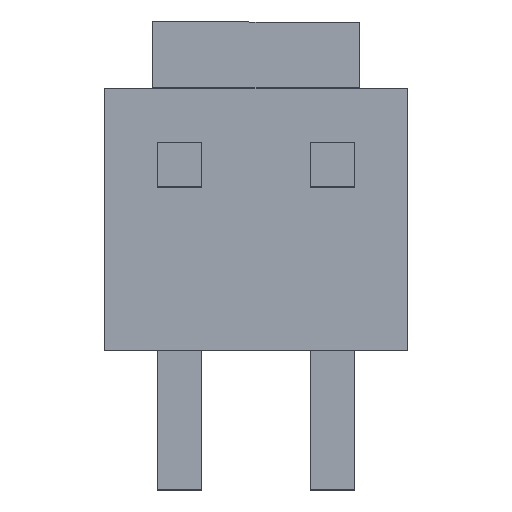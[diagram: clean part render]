
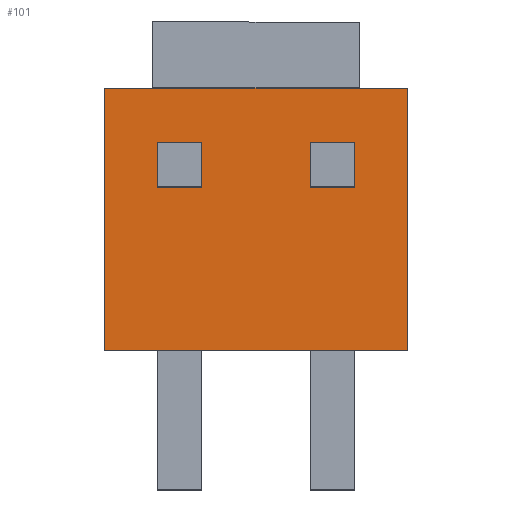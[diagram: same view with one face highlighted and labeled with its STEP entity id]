
A CAD part, top view. The second image highlights one B-rep face of the part: STEP entity #101.
In plain terms, the highlighted planar face has unit normal (0, 0, 1).
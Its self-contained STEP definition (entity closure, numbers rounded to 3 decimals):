
#26 = VERTEX_POINT ( 'NONE', #1522 ) ;
#27 = ORIENTED_EDGE ( 'NONE', *, *, #28, .F. ) ;
#28 = EDGE_CURVE ( 'NONE', #48, #26, #1520, .T. ) ;
#29 = EDGE_LOOP ( 'NONE', ( #30, #61, #103, #64 ) ) ;
#30 = ORIENTED_EDGE ( 'NONE', *, *, #92, .F. ) ;
#34 = ORIENTED_EDGE ( 'NONE', *, *, #35, .F. ) ;
#35 = EDGE_CURVE ( 'NONE', #84, #48, #1514, .T. ) ;
#48 = VERTEX_POINT ( 'NONE', #836 ) ;
#50 = EDGE_LOOP ( 'NONE', ( #34, #55, #52, #27 ) ) ;
#52 = ORIENTED_EDGE ( 'NONE', *, *, #53, .F. ) ;
#53 = EDGE_CURVE ( 'NONE', #26, #54, #852, .T. ) ;
#54 = VERTEX_POINT ( 'NONE', #855 ) ;
#55 = ORIENTED_EDGE ( 'NONE', *, *, #56, .F. ) ;
#56 = EDGE_CURVE ( 'NONE', #54, #84, #831, .T. ) ;
#61 = ORIENTED_EDGE ( 'NONE', *, *, #62, .F. ) ;
#62 = EDGE_CURVE ( 'NONE', #63, #93, #861, .T. ) ;
#63 = VERTEX_POINT ( 'NONE', #847 ) ;
#64 = ORIENTED_EDGE ( 'NONE', *, *, #65, .F. ) ;
#65 = EDGE_CURVE ( 'NONE', #94, #69, #880, .T. ) ;
#66 = EDGE_LOOP ( 'NONE', ( #111, #112, #157, #150, #147, #146 ) ) ;
#68 = EDGE_CURVE ( 'NONE', #69, #63, #865, .T. ) ;
#69 = VERTEX_POINT ( 'NONE', #825 ) ;
#70 = EDGE_CURVE ( 'NONE', #100, #79, #841, .T. ) ;
#72 = EDGE_CURVE ( 'NONE', #90, #100, #876, .T. ) ;
#79 = VERTEX_POINT ( 'NONE', #937 ) ;
#84 = VERTEX_POINT ( 'NONE', #1038 ) ;
#90 = VERTEX_POINT ( 'NONE', #985 ) ;
#92 = EDGE_CURVE ( 'NONE', #93, #94, #927, .T. ) ;
#93 = VERTEX_POINT ( 'NONE', #936 ) ;
#94 = VERTEX_POINT ( 'NONE', #935 ) ;
#100 = VERTEX_POINT ( 'NONE', #928 ) ;
#101 = ADVANCED_FACE ( 'NONE', ( #941, #940, #939 ), #938, .T. ) ;
#103 = ORIENTED_EDGE ( 'NONE', *, *, #68, .F. ) ;
#110 = VERTEX_POINT ( 'NONE', #1057 ) ;
#111 = ORIENTED_EDGE ( 'NONE', *, *, #114, .F. ) ;
#112 = ORIENTED_EDGE ( 'NONE', *, *, #120, .F. ) ;
#113 = VERTEX_POINT ( 'NONE', #916 ) ;
#114 = EDGE_CURVE ( 'NONE', #113, #79, #915, .T. ) ;
#120 = EDGE_CURVE ( 'NONE', #110, #113, #901, .T. ) ;
#146 = ORIENTED_EDGE ( 'NONE', *, *, #70, .T. ) ;
#147 = ORIENTED_EDGE ( 'NONE', *, *, #72, .T. ) ;
#149 = VERTEX_POINT ( 'NONE', #943 ) ;
#150 = ORIENTED_EDGE ( 'NONE', *, *, #151, .F. ) ;
#151 = EDGE_CURVE ( 'NONE', #90, #149, #1036, .T. ) ;
#152 = EDGE_CURVE ( 'NONE', #149, #110, #1032, .T. ) ;
#157 = ORIENTED_EDGE ( 'NONE', *, *, #152, .F. ) ;
#825 = CARTESIAN_POINT ( 'NONE',  ( 2.55, 4.23, -1.5 ) ) ;
#831 = LINE ( 'NONE', #843, #842 ) ;
#832 = DIRECTION ( 'NONE',  ( 0., 1., 0. ) ) ;
#836 = CARTESIAN_POINT ( 'NONE',  ( -2.55, 4.23, -1.5 ) ) ;
#838 = DIRECTION ( 'NONE',  ( 1., 0., 0. ) ) ;
#839 = VECTOR ( 'NONE', #838, 1000. ) ;
#840 = CARTESIAN_POINT ( 'NONE',  ( -3.93, 0., -1.5 ) ) ;
#841 = LINE ( 'NONE', #840, #839 ) ;
#842 = VECTOR ( 'NONE', #858, 1000. ) ;
#843 = CARTESIAN_POINT ( 'NONE',  ( -3.93, 5.37, -1.5 ) ) ;
#844 = VECTOR ( 'NONE', #832, 1000. ) ;
#847 = CARTESIAN_POINT ( 'NONE',  ( 2.55, 5.37, -1.5 ) ) ;
#848 = VECTOR ( 'NONE', #859, 1000. ) ;
#851 = CARTESIAN_POINT ( 'NONE',  ( -1.41, 6.8, -1.5 ) ) ;
#852 = LINE ( 'NONE', #851, #844 ) ;
#855 = CARTESIAN_POINT ( 'NONE',  ( -1.41, 5.37, -1.5 ) ) ;
#858 = DIRECTION ( 'NONE',  ( -1., 0., 0. ) ) ;
#859 = DIRECTION ( 'NONE',  ( -1., 0., 0. ) ) ;
#860 = CARTESIAN_POINT ( 'NONE',  ( -3.93, 5.37, -1.5 ) ) ;
#861 = LINE ( 'NONE', #860, #848 ) ;
#862 = DIRECTION ( 'NONE',  ( 0., 1., 0. ) ) ;
#863 = VECTOR ( 'NONE', #862, 1000. ) ;
#864 = CARTESIAN_POINT ( 'NONE',  ( 2.55, 6.8, -1.5 ) ) ;
#865 = LINE ( 'NONE', #864, #863 ) ;
#873 = DIRECTION ( 'NONE',  ( 0., -1., 0. ) ) ;
#874 = VECTOR ( 'NONE', #873, 1000. ) ;
#875 = CARTESIAN_POINT ( 'NONE',  ( -3.93, 6.8, -1.5 ) ) ;
#876 = LINE ( 'NONE', #875, #874 ) ;
#877 = DIRECTION ( 'NONE',  ( 1., 0., 0. ) ) ;
#878 = VECTOR ( 'NONE', #877, 1000. ) ;
#879 = CARTESIAN_POINT ( 'NONE',  ( -3.93, 4.23, -1.5 ) ) ;
#880 = LINE ( 'NONE', #879, #878 ) ;
#898 = DIRECTION ( 'NONE',  ( 1., 0., 0. ) ) ;
#899 = VECTOR ( 'NONE', #898, 1000. ) ;
#900 = CARTESIAN_POINT ( 'NONE',  ( -3.93, 6.8, -1.5 ) ) ;
#901 = LINE ( 'NONE', #900, #899 ) ;
#912 = DIRECTION ( 'NONE',  ( 0., -1., 0. ) ) ;
#913 = VECTOR ( 'NONE', #912, 1000. ) ;
#914 = CARTESIAN_POINT ( 'NONE',  ( 3.93, 6.8, -1.5 ) ) ;
#915 = LINE ( 'NONE', #914, #913 ) ;
#916 = CARTESIAN_POINT ( 'NONE',  ( 3.93, 6.8, -1.5 ) ) ;
#924 = DIRECTION ( 'NONE',  ( 0., -1., 0. ) ) ;
#925 = VECTOR ( 'NONE', #924, 1000. ) ;
#926 = CARTESIAN_POINT ( 'NONE',  ( 1.41, 6.8, -1.5 ) ) ;
#927 = LINE ( 'NONE', #926, #925 ) ;
#928 = CARTESIAN_POINT ( 'NONE',  ( -3.93, 0., -1.5 ) ) ;
#935 = CARTESIAN_POINT ( 'NONE',  ( 1.41, 4.23, -1.5 ) ) ;
#936 = CARTESIAN_POINT ( 'NONE',  ( 1.41, 5.37, -1.5 ) ) ;
#937 = CARTESIAN_POINT ( 'NONE',  ( 3.93, 0., -1.5 ) ) ;
#938 = PLANE ( 'NONE',  #1056 ) ;
#939 = FACE_OUTER_BOUND ( 'NONE', #66, .T. ) ;
#940 = FACE_BOUND ( 'NONE', #29, .T. ) ;
#941 = FACE_BOUND ( 'NONE', #50, .T. ) ;
#943 = CARTESIAN_POINT ( 'NONE',  ( -2.68, 6.8, -1.5 ) ) ;
#985 = CARTESIAN_POINT ( 'NONE',  ( -3.93, 6.8, -1.5 ) ) ;
#1029 = DIRECTION ( 'NONE',  ( 1., 0., 0. ) ) ;
#1030 = VECTOR ( 'NONE', #1029, 1000. ) ;
#1031 = CARTESIAN_POINT ( 'NONE',  ( -3.93, 6.8, -1.5 ) ) ;
#1032 = LINE ( 'NONE', #1031, #1030 ) ;
#1033 = DIRECTION ( 'NONE',  ( 1., 0., 0. ) ) ;
#1034 = VECTOR ( 'NONE', #1033, 1000. ) ;
#1035 = CARTESIAN_POINT ( 'NONE',  ( -3.93, 6.8, -1.5 ) ) ;
#1036 = LINE ( 'NONE', #1035, #1034 ) ;
#1038 = CARTESIAN_POINT ( 'NONE',  ( -2.55, 5.37, -1.5 ) ) ;
#1053 = DIRECTION ( 'NONE',  ( 0., -1., 0. ) ) ;
#1054 = DIRECTION ( 'NONE',  ( 0., 0., 1. ) ) ;
#1055 = CARTESIAN_POINT ( 'NONE',  ( -3.93, 6.8, -1.5 ) ) ;
#1056 = AXIS2_PLACEMENT_3D ( 'NONE', #1055, #1054, #1053 ) ;
#1057 = CARTESIAN_POINT ( 'NONE',  ( 2.68, 6.8, -1.5 ) ) ;
#1511 = DIRECTION ( 'NONE',  ( 0., -1., 0. ) ) ;
#1512 = VECTOR ( 'NONE', #1511, 1000. ) ;
#1513 = CARTESIAN_POINT ( 'NONE',  ( -2.55, 6.8, -1.5 ) ) ;
#1514 = LINE ( 'NONE', #1513, #1512 ) ;
#1517 = DIRECTION ( 'NONE',  ( 1., 0., 0. ) ) ;
#1518 = VECTOR ( 'NONE', #1517, 1000. ) ;
#1519 = CARTESIAN_POINT ( 'NONE',  ( -3.93, 4.23, -1.5 ) ) ;
#1520 = LINE ( 'NONE', #1519, #1518 ) ;
#1522 = CARTESIAN_POINT ( 'NONE',  ( -1.41, 4.23, -1.5 ) ) ;
